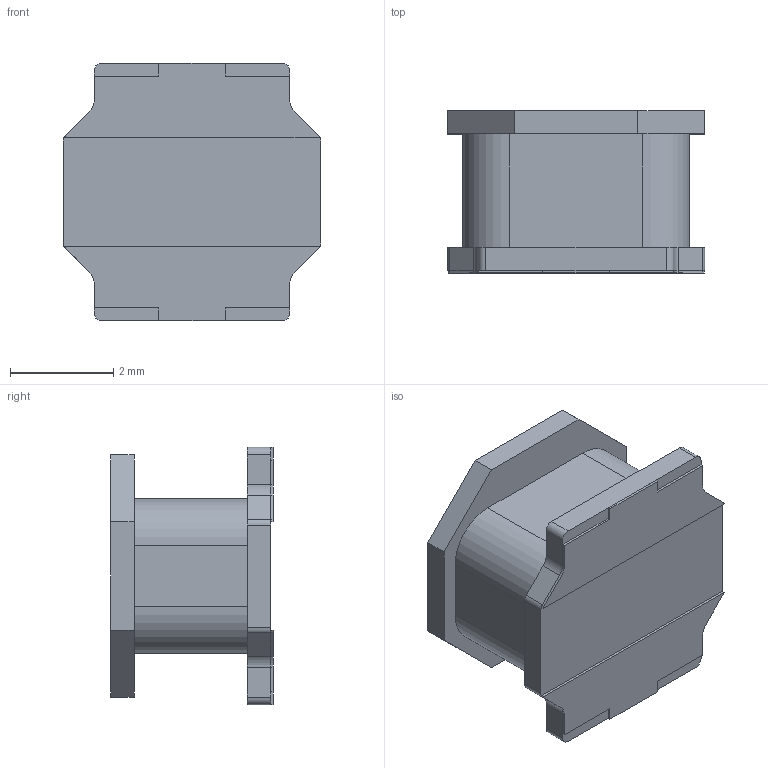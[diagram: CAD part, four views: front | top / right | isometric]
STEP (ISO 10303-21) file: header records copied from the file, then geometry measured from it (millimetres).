
FILE_DESCRIPTION(/* description */ (''),/* implementation_level */ '2;1');
FILE_NAME(/* name */ 'NRS5030T4R7MMGJ v2.step',/* time_stamp */ '2021-05-20T17:56:39+05:00',/* author */ (''),/* organization */ (''),/* preprocessor_version */ 'ST-DEVELOPER v18.1',/* originating_system */ 'Autodesk Translation Framework v10.6.0.1341',/* authorisation */ '');
FILE_SCHEMA (('AUTOMOTIVE_DESIGN { 1 0 10303 214 3 1 1 }'));
Length unit declared in the file: millimetre
Products named in the file (2): NRS5030T4R7MMGJ; Component1
Assembly tree (1 placements, depth 2):
  NRS5030T4R7MMGJ
    Component1
Bounding box: 5 x 3.15 x 5 mm (x, y, z)
Volume: 47.1 mm3; surface area: 176.6 mm2
Topology: 5 solids, 5 shells, 78 faces, 204 edges, 136 vertices
Faces by surface type: plane 54, cylinder 24
Entity records: 2466 total; most frequent: CARTESIAN_POINT 421, DIRECTION 414, ORIENTED_EDGE 408, EDGE_CURVE 204, LINE 156, VECTOR 156, VERTEX_POINT 136, AXIS2_PLACEMENT_3D 129
